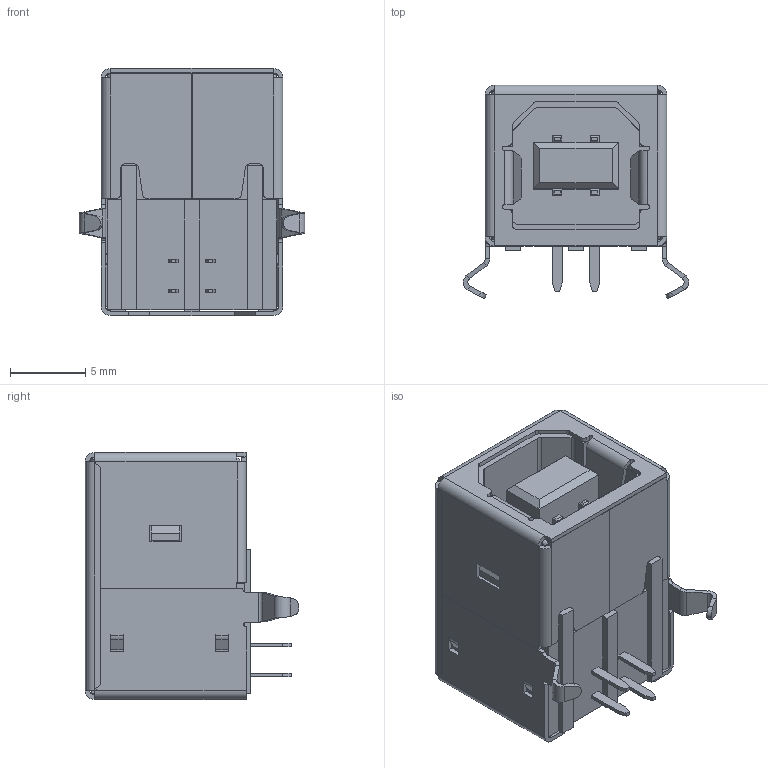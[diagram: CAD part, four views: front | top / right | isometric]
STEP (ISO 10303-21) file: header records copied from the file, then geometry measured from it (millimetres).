
FILE_DESCRIPTION(('CAx-IF Rec.Pracs.---Model Styling and Organization---1.5---2016-08-15','CAx-IF Rec.Pracs.---Geometric and Assembly Validation Properties---4.4---2016-08-17','CAx-IF Rec.Pracs.---User Defined Attributes---1.5---2016-08-15','CAx-IF Rec.Pracs.---External References---2.1---2005-01-19'),'2;1');
FILE_NAME('581638.step','2023-05-17T20:35:50',('Unspecified'),('Unspecified'),'CAD Exchanger 3.8.1 (cadexchanger.com)','Unspecified','');
FILE_SCHEMA(('AUTOMOTIVE_DESIGN { 1 0 10303 214 1 1 1 1 }'));
Length unit declared in the file: millimetre
Products named in the file (1): UJ2-BH-1-TH
Bounding box: 15 x 14.2 x 16.45 mm (x, y, z)
Volume: 1544.5 mm3; surface area: 3163.1 mm2
Topology: 5 solids, 5 shells, 468 faces, 1312 edges, 848 vertices
Faces by surface type: plane 352, cylinder 99, bspline 17
Entity records: 15694 total; most frequent: CARTESIAN_POINT 3571, ORIENTED_EDGE 2620, DIRECTION 2368, EDGE_CURVE 1310, LINE 1086, VECTOR 1086, VERTEX_POINT 848, AXIS2_PLACEMENT_3D 641
